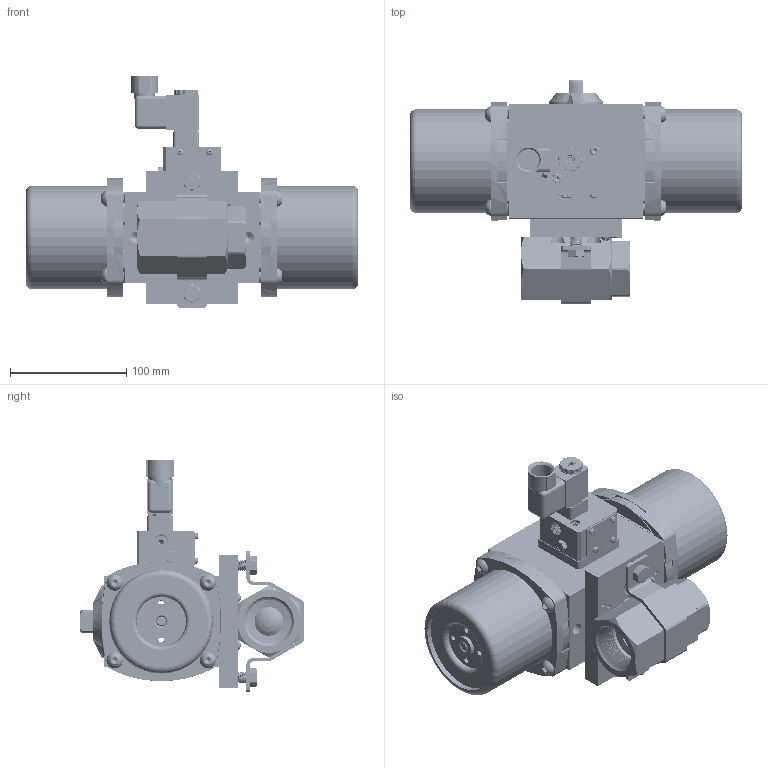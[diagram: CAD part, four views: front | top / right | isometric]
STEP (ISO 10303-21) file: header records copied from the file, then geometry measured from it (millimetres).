
FILE_DESCRIPTION (( 'STEP AP203' ), '1' );
FILE_NAME ('81XXA522SR3GPDC.step', '2018-04-30T17:48:11', ( '' ), ( '' ), 'SwSTEP 2.0', 'SolidWorks 2017', '' );
FILE_SCHEMA (( 'CONFIG_CONTROL_DESIGN' ));
Products named in the file (1): 81XXA522SR3GPDC
Bounding box: 285.09 x 191.95 x 198.75 mm (x, y, z)
Volume: 1265379.4 mm3; surface area: 500893.5 mm2
Topology: 67 solids, 67 shells, 5778 faces, 14566 edges, 8982 vertices
Faces by surface type: cone 2225, cylinder 2182, plane 998, torus 244, bspline 95, sphere 34
Entity records: 194137 total; most frequent: CARTESIAN_POINT 51922, DIRECTION 32452, ORIENTED_EDGE 28844, EDGE_CURVE 14422, AXIS2_PLACEMENT_3D 13218, VERTEX_POINT 8978, CIRCLE 7534, EDGE_LOOP 6210
